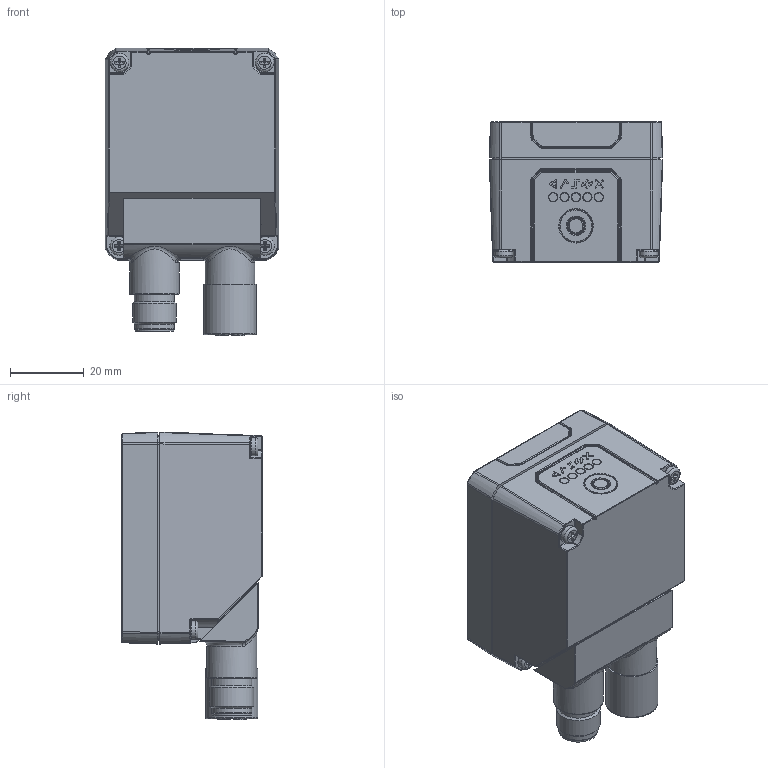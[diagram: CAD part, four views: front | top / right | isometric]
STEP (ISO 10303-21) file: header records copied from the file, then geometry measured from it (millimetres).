
FILE_DESCRIPTION (( 'STEP AP214' ), '1' );
FILE_NAME ('959971320.STEP', '2022-08-03T09:44:28', ( '' ), ( '' ), 'SwSTEP 2.0', 'SolidWorks 2021', '' );
FILE_SCHEMA (( 'AUTOMOTIVE_DESIGN' ));
Length unit declared in the file: inch
Products named in the file (1): 959971320
Bounding box: 47.1 x 38.02 x 78.07 mm (x, y, z)
Volume: 100496.4 mm3; surface area: 18216.8 mm2
Topology: 1 solids, 1 shells, 1129 faces, 2782 edges, 1712 vertices
Faces by surface type: cylinder 366, plane 342, bspline 330, cone 91
Full cylindrical faces by diameter (mm): 0.6 x17, 2.521 x5, 4.226 x1, 4.911 x1, 5 x4, 8.75 x1, 10.5 x1, 10.8 x1, 10.85 x1, 11.15 x1, 11.85 x1, 12.2 x1, 13.5 x2, 14.2 x1
Entity records: 49398 total; most frequent: CARTESIAN_POINT 26351, ORIENTED_EDGE 5320, DIRECTION 3770, EDGE_CURVE 2660, VERTEX_POINT 1689, AXIS2_PLACEMENT_3D 1329, EDGE_LOOP 1285, FACE_OUTER_BOUND 1197
